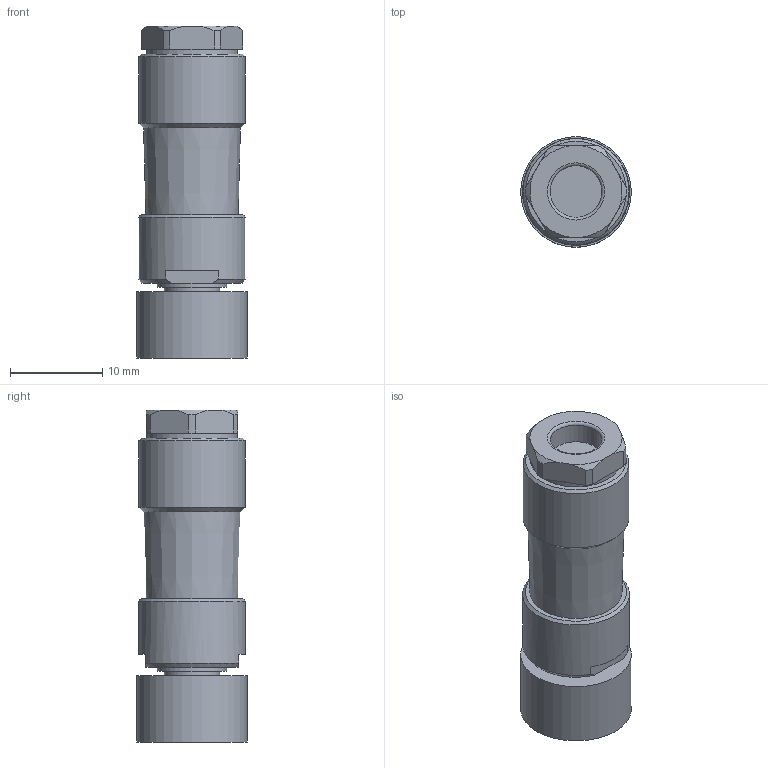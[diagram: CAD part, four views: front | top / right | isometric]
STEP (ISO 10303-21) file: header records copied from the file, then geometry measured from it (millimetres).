
FILE_DESCRIPTION(/* description */ (''),/* implementation_level */ '2;1');
FILE_NAME(/* name */ 'SK3212-0-L.stp',/* time_stamp */ '2018-07-31T09:26:59+08:00',/* author */ (''),/* organization */ (''),/* preprocessor_version */ 'ST-DEVELOPER v14',/* originating_system */ 'SIEMENS PLM Software NX 8.0',/* authorisation */ '');
FILE_SCHEMA (('AUTOMOTIVE_DESIGN { 1 0 10303 214 3 1 1 1 }'));
Length unit declared in the file: millimetre
Products named in the file (1): DELL279CD159pg0v
Bounding box: 12 x 12 x 36 mm (x, y, z)
Volume: 3302.3 mm3; surface area: 2019.9 mm2
Topology: 1 solids, 1 shells, 95 faces, 237 edges, 157 vertices
Faces by surface type: plane 49, cylinder 24, cone 19, torus 3
Full cylindrical faces by diameter (mm): 1 x3, 1.1 x3, 5.6 x2, 6 x1, 6.2 x2, 7 x1, 7.5 x1, 7.7 x1, 9.8 x1, 11.5 x1, 11.6 x1, 12 x1
Entity records: 3159 total; most frequent: CARTESIAN_POINT 469, DIRECTION 450, ORIENTED_EDGE 370, EDGE_CURVE 185, AXIS2_PLACEMENT_3D 185, EDGE_LOOP 140, VERTEX_POINT 140, ADVANCED_FACE 95
